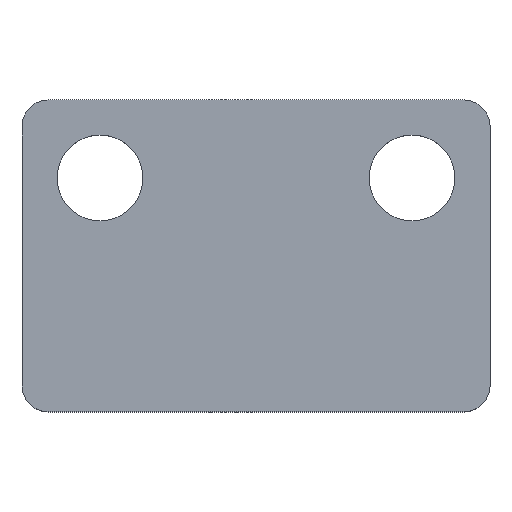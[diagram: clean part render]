
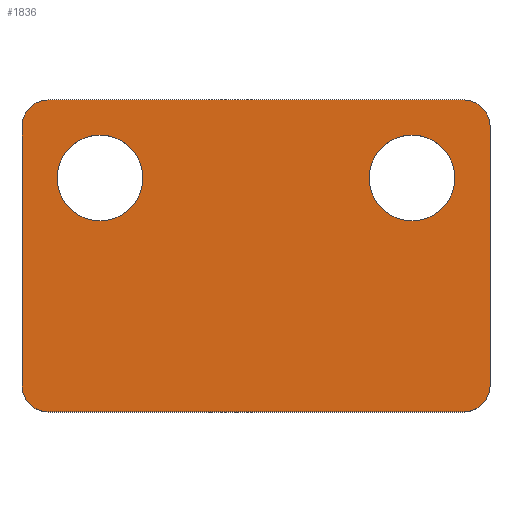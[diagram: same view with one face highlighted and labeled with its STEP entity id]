
A CAD part, top view. The second image highlights one B-rep face of the part: STEP entity #1836.
In plain terms, the highlighted planar face has unit normal (0, 0, 1).
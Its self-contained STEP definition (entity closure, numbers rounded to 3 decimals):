
#122 = AXIS2_PLACEMENT_3D ( 'NONE', #397, #3910, #904 ) ;
#218 = DIRECTION ( 'NONE',  ( 1., 0., 0. ) ) ;
#226 = EDGE_CURVE ( 'NONE', #2095, #1702, #4117, .T. ) ;
#233 = CARTESIAN_POINT ( 'NONE',  ( 7., 6.5, 1.69 ) ) ;
#385 = EDGE_LOOP ( 'NONE', ( #5293, #1051 ) ) ;
#397 = CARTESIAN_POINT ( 'NONE',  ( 23., 17.5, 1.69 ) ) ;
#421 = DIRECTION ( 'NONE',  ( 1., 0., 0. ) ) ;
#437 = CARTESIAN_POINT ( 'NONE',  ( 24., 7.5, 1.69 ) ) ;
#479 = DIRECTION ( 'NONE',  ( 1., 0., 0. ) ) ;
#509 = CARTESIAN_POINT ( 'NONE',  ( 7., 17.5, 1.69 ) ) ;
#540 = DIRECTION ( 'NONE',  ( 0., -1., 0. ) ) ;
#616 = FACE_BOUND ( 'NONE', #385, .T. ) ;
#662 = VERTEX_POINT ( 'NONE', #5640 ) ;
#683 = VERTEX_POINT ( 'NONE', #1675 ) ;
#685 = VECTOR ( 'NONE', #5335, 1000. ) ;
#732 = DIRECTION ( 'NONE',  ( 0., 0., 1. ) ) ;
#743 = CIRCLE ( 'NONE', #5862, 1.65 ) ;
#904 = DIRECTION ( 'NONE',  ( 1., 0., 0. ) ) ;
#932 = AXIS2_PLACEMENT_3D ( 'NONE', #5767, #2787, #6277 ) ;
#946 = DIRECTION ( 'NONE',  ( 1., 0., 0. ) ) ;
#947 = DIRECTION ( 'NONE',  ( 0., 1., 0. ) ) ;
#1051 = ORIENTED_EDGE ( 'NONE', *, *, #3388, .F. ) ;
#1202 = EDGE_CURVE ( 'NONE', #4924, #683, #5221, .T. ) ;
#1271 = CARTESIAN_POINT ( 'NONE',  ( 21., 15.5, 1.69 ) ) ;
#1477 = EDGE_CURVE ( 'NONE', #4618, #5902, #2337, .T. ) ;
#1513 = VECTOR ( 'NONE', #4136, 1000. ) ;
#1589 = CARTESIAN_POINT ( 'NONE',  ( 23., 18.5, 1.69 ) ) ;
#1675 = CARTESIAN_POINT ( 'NONE',  ( 24., 17.5, 1.69 ) ) ;
#1689 = DIRECTION ( 'NONE',  ( 0., 0., 1. ) ) ;
#1702 = VERTEX_POINT ( 'NONE', #2990 ) ;
#1761 = ORIENTED_EDGE ( 'NONE', *, *, #3803, .T. ) ;
#1782 = DIRECTION ( 'NONE',  ( 1., 0., 0. ) ) ;
#1814 = AXIS2_PLACEMENT_3D ( 'NONE', #4326, #732, #3603 ) ;
#1836 = ADVANCED_FACE ( 'NONE', ( #5600, #2963, #616 ), #3460, .T. ) ;
#1851 = ORIENTED_EDGE ( 'NONE', *, *, #226, .T. ) ;
#1995 = EDGE_CURVE ( 'NONE', #5518, #2095, #4978, .T. ) ;
#2095 = VERTEX_POINT ( 'NONE', #2659 ) ;
#2100 = ORIENTED_EDGE ( 'NONE', *, *, #1202, .T. ) ;
#2109 = CARTESIAN_POINT ( 'NONE',  ( 7., 6.5, 1.69 ) ) ;
#2134 = EDGE_CURVE ( 'NONE', #1702, #6402, #5208, .T. ) ;
#2201 = EDGE_LOOP ( 'NONE', ( #5126, #3379 ) ) ;
#2257 = EDGE_LOOP ( 'NONE', ( #1851, #5919, #1761, #2430, #2984, #2100, #5376, #3851 ) ) ;
#2300 = CARTESIAN_POINT ( 'NONE',  ( 23., 6.5, 1.69 ) ) ;
#2311 = CIRCLE ( 'NONE', #4981, 1.65 ) ;
#2337 = CIRCLE ( 'NONE', #5012, 1.65 ) ;
#2430 = ORIENTED_EDGE ( 'NONE', *, *, #2785, .T. ) ;
#2532 = DIRECTION ( 'NONE',  ( 1., 0., 0. ) ) ;
#2659 = CARTESIAN_POINT ( 'NONE',  ( 7., 18.5, 1.69 ) ) ;
#2785 = EDGE_CURVE ( 'NONE', #4684, #6408, #4202, .T. ) ;
#2787 = DIRECTION ( 'NONE',  ( 0., 0., 1. ) ) ;
#2963 = FACE_OUTER_BOUND ( 'NONE', #2257, .T. ) ;
#2984 = ORIENTED_EDGE ( 'NONE', *, *, #6262, .T. ) ;
#2990 = CARTESIAN_POINT ( 'NONE',  ( 6., 17.5, 1.69 ) ) ;
#3158 = EDGE_CURVE ( 'NONE', #5902, #4618, #2311, .T. ) ;
#3230 = DIRECTION ( 'NONE',  ( 0., 0., 1. ) ) ;
#3318 = CIRCLE ( 'NONE', #4706, 1.65 ) ;
#3347 = CARTESIAN_POINT ( 'NONE',  ( 10.65, 15.5, 1.69 ) ) ;
#3379 = ORIENTED_EDGE ( 'NONE', *, *, #1477, .F. ) ;
#3388 = EDGE_CURVE ( 'NONE', #5291, #662, #743, .T. ) ;
#3438 = DIRECTION ( 'NONE',  ( 0., 0., 1. ) ) ;
#3460 = PLANE ( 'NONE',  #3788 ) ;
#3490 = DIRECTION ( 'NONE',  ( 0., 0., 1. ) ) ;
#3603 = DIRECTION ( 'NONE',  ( 1., 0., 0. ) ) ;
#3788 = AXIS2_PLACEMENT_3D ( 'NONE', #509, #1689, #2532 ) ;
#3803 = EDGE_CURVE ( 'NONE', #6402, #4684, #6198, .T. ) ;
#3818 = CARTESIAN_POINT ( 'NONE',  ( 6., 7.5, 1.69 ) ) ;
#3851 = ORIENTED_EDGE ( 'NONE', *, *, #1995, .T. ) ;
#3910 = DIRECTION ( 'NONE',  ( 0., 0., 1. ) ) ;
#4065 = CARTESIAN_POINT ( 'NONE',  ( 6., 17.5, 1.69 ) ) ;
#4117 = CIRCLE ( 'NONE', #1814, 1. ) ;
#4136 = DIRECTION ( 'NONE',  ( 1., 0., 0. ) ) ;
#4202 = LINE ( 'NONE', #2109, #1513 ) ;
#4209 = CARTESIAN_POINT ( 'NONE',  ( 22.65, 15.5, 1.69 ) ) ;
#4326 = CARTESIAN_POINT ( 'NONE',  ( 7., 17.5, 1.69 ) ) ;
#4444 = DIRECTION ( 'NONE',  ( 0., 0., 1. ) ) ;
#4584 = EDGE_CURVE ( 'NONE', #662, #5291, #3318, .T. ) ;
#4618 = VERTEX_POINT ( 'NONE', #3347 ) ;
#4684 = VERTEX_POINT ( 'NONE', #233 ) ;
#4690 = AXIS2_PLACEMENT_3D ( 'NONE', #6197, #3230, #218 ) ;
#4706 = AXIS2_PLACEMENT_3D ( 'NONE', #1271, #4797, #1782 ) ;
#4797 = DIRECTION ( 'NONE',  ( 0., 0., 1. ) ) ;
#4922 = CARTESIAN_POINT ( 'NONE',  ( 7.35, 15.5, 1.69 ) ) ;
#4924 = VERTEX_POINT ( 'NONE', #6386 ) ;
#4978 = LINE ( 'NONE', #6231, #685 ) ;
#4981 = AXIS2_PLACEMENT_3D ( 'NONE', #6409, #3438, #421 ) ;
#5012 = AXIS2_PLACEMENT_3D ( 'NONE', #6422, #4444, #946 ) ;
#5065 = VECTOR ( 'NONE', #947, 1000. ) ;
#5126 = ORIENTED_EDGE ( 'NONE', *, *, #3158, .F. ) ;
#5208 = LINE ( 'NONE', #4065, #6387 ) ;
#5221 = LINE ( 'NONE', #437, #5065 ) ;
#5291 = VERTEX_POINT ( 'NONE', #4209 ) ;
#5293 = ORIENTED_EDGE ( 'NONE', *, *, #4584, .F. ) ;
#5335 = DIRECTION ( 'NONE',  ( -1., 0., 0. ) ) ;
#5376 = ORIENTED_EDGE ( 'NONE', *, *, #5834, .T. ) ;
#5518 = VERTEX_POINT ( 'NONE', #1589 ) ;
#5600 = FACE_BOUND ( 'NONE', #2201, .T. ) ;
#5640 = CARTESIAN_POINT ( 'NONE',  ( 19.35, 15.5, 1.69 ) ) ;
#5767 = CARTESIAN_POINT ( 'NONE',  ( 7., 7.5, 1.69 ) ) ;
#5803 = CIRCLE ( 'NONE', #122, 1. ) ;
#5834 = EDGE_CURVE ( 'NONE', #683, #5518, #5803, .T. ) ;
#5862 = AXIS2_PLACEMENT_3D ( 'NONE', #6453, #3490, #479 ) ;
#5902 = VERTEX_POINT ( 'NONE', #4922 ) ;
#5919 = ORIENTED_EDGE ( 'NONE', *, *, #2134, .T. ) ;
#6197 = CARTESIAN_POINT ( 'NONE',  ( 23., 7.5, 1.69 ) ) ;
#6198 = CIRCLE ( 'NONE', #932, 1. ) ;
#6231 = CARTESIAN_POINT ( 'NONE',  ( 23., 18.5, 1.69 ) ) ;
#6262 = EDGE_CURVE ( 'NONE', #6408, #4924, #6355, .T. ) ;
#6277 = DIRECTION ( 'NONE',  ( 1., 0., 0. ) ) ;
#6355 = CIRCLE ( 'NONE', #4690, 1. ) ;
#6386 = CARTESIAN_POINT ( 'NONE',  ( 24., 7.5, 1.69 ) ) ;
#6387 = VECTOR ( 'NONE', #540, 1000. ) ;
#6402 = VERTEX_POINT ( 'NONE', #3818 ) ;
#6408 = VERTEX_POINT ( 'NONE', #2300 ) ;
#6409 = CARTESIAN_POINT ( 'NONE',  ( 9., 15.5, 1.69 ) ) ;
#6422 = CARTESIAN_POINT ( 'NONE',  ( 9., 15.5, 1.69 ) ) ;
#6453 = CARTESIAN_POINT ( 'NONE',  ( 21., 15.5, 1.69 ) ) ;
